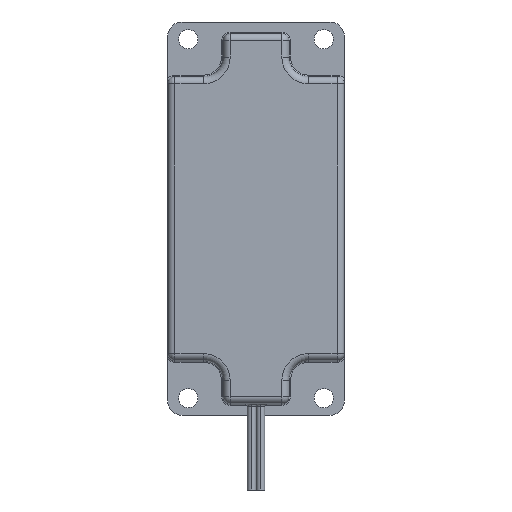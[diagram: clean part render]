
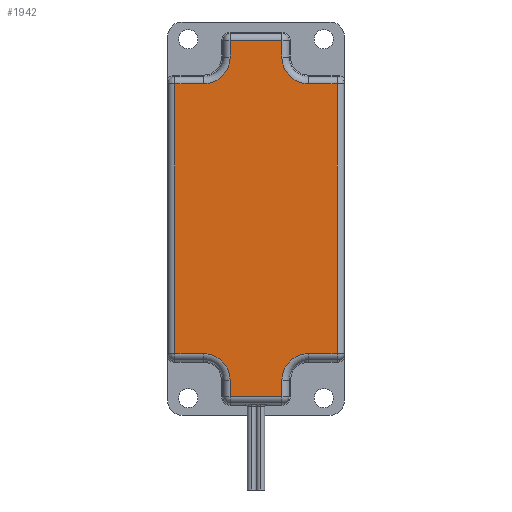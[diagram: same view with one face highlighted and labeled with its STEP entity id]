
A CAD part, left-side view. The second image highlights one B-rep face of the part: STEP entity #1942.
In plain terms, the highlighted planar face has unit normal (-1, 0, 0).
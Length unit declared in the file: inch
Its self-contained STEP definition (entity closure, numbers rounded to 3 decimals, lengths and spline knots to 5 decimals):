
#37 = VECTOR ( 'NONE', #1042, 39.37008 ) ;
#51 = ORIENTED_EDGE ( 'NONE', *, *, #1373, .T. ) ;
#91 = VERTEX_POINT ( 'NONE', #3875 ) ;
#291 = DIRECTION ( 'NONE',  ( 1., 0., 0. ) ) ;
#331 = ORIENTED_EDGE ( 'NONE', *, *, #4404, .T. ) ;
#352 = DIRECTION ( 'NONE',  ( 0., 1., 0. ) ) ;
#416 = DIRECTION ( 'NONE',  ( 0., 1., 0. ) ) ;
#418 = EDGE_CURVE ( 'NONE', #3525, #3181, #3765, .T. ) ;
#499 = LINE ( 'NONE', #4499, #37 ) ;
#510 = DIRECTION ( 'NONE',  ( 0., 0., -1. ) ) ;
#639 = CARTESIAN_POINT ( 'NONE',  ( 0., -0.366, 0.94 ) ) ;
#641 = DIRECTION ( 'NONE',  ( 0., -1., 0. ) ) ;
#643 = FACE_OUTER_BOUND ( 'NONE', #4917, .T. ) ;
#683 = CARTESIAN_POINT ( 'NONE',  ( 0., 0.18, -1.126 ) ) ;
#758 = EDGE_CURVE ( 'NONE', #3578, #1471, #499, .T. ) ;
#759 = EDGE_CURVE ( 'NONE', #5289, #1784, #1950, .T. ) ;
#1003 = VERTEX_POINT ( 'NONE', #4920 ) ;
#1042 = DIRECTION ( 'NONE',  ( 0., 0., -1. ) ) ;
#1055 = VERTEX_POINT ( 'NONE', #4088 ) ;
#1087 = VECTOR ( 'NONE', #510, 39.37008 ) ;
#1099 = LINE ( 'NONE', #1986, #5055 ) ;
#1157 = LINE ( 'NONE', #5498, #2863 ) ;
#1178 = CARTESIAN_POINT ( 'NONE',  ( 0., -0.565, 0.94 ) ) ;
#1200 = ORIENTED_EDGE ( 'NONE', *, *, #5374, .T. ) ;
#1291 = VERTEX_POINT ( 'NONE', #1304 ) ;
#1304 = CARTESIAN_POINT ( 'NONE',  ( 0., 0.366, 0.94 ) ) ;
#1357 = VERTEX_POINT ( 'NONE', #2799 ) ;
#1370 = ORIENTED_EDGE ( 'NONE', *, *, #3487, .T. ) ;
#1373 = EDGE_CURVE ( 'NONE', #1357, #3578, #5542, .T. ) ;
#1384 = DIRECTION ( 'NONE',  ( 1., 0., 0. ) ) ;
#1385 = ORIENTED_EDGE ( 'NONE', *, *, #2290, .T. ) ;
#1452 = LINE ( 'NONE', #1918, #3929 ) ;
#1457 = VERTEX_POINT ( 'NONE', #1991 ) ;
#1471 = VERTEX_POINT ( 'NONE', #3348 ) ;
#1501 = CARTESIAN_POINT ( 'NONE',  ( 0., 0.366, -1.126 ) ) ;
#1613 = CARTESIAN_POINT ( 'NONE',  ( 0., -0.18, 1.24 ) ) ;
#1638 = EDGE_CURVE ( 'NONE', #4903, #3525, #5280, .T. ) ;
#1784 = VERTEX_POINT ( 'NONE', #2701 ) ;
#1812 = DIRECTION ( 'NONE',  ( 0., 0., -1. ) ) ;
#1918 = CARTESIAN_POINT ( 'NONE',  ( 0., 0., -0.94 ) ) ;
#1937 = CARTESIAN_POINT ( 'NONE',  ( 0., -0.18, 0. ) ) ;
#1942 = ADVANCED_FACE ( 'NONE', ( #643 ), #3282, .F. ) ;
#1950 = CIRCLE ( 'NONE', #4237, 0.186 ) ;
#1971 = VERTEX_POINT ( 'NONE', #1613 ) ;
#1986 = CARTESIAN_POINT ( 'NONE',  ( 0., -0.18, 0. ) ) ;
#1991 = CARTESIAN_POINT ( 'NONE',  ( 0., 0.18, 1.24 ) ) ;
#2006 = CARTESIAN_POINT ( 'NONE',  ( 0., -0.18, -1.24 ) ) ;
#2026 = DIRECTION ( 'NONE',  ( 1., 0., 0. ) ) ;
#2027 = DIRECTION ( 'NONE',  ( 1., 0., 0. ) ) ;
#2121 = ORIENTED_EDGE ( 'NONE', *, *, #3459, .T. ) ;
#2145 = CARTESIAN_POINT ( 'NONE',  ( 0., -0.366, -1.126 ) ) ;
#2167 = VERTEX_POINT ( 'NONE', #3096 ) ;
#2222 = EDGE_CURVE ( 'NONE', #2167, #1357, #1452, .T. ) ;
#2290 = EDGE_CURVE ( 'NONE', #91, #1291, #5395, .T. ) ;
#2417 = CARTESIAN_POINT ( 'NONE',  ( 0., 0., 0. ) ) ;
#2465 = ORIENTED_EDGE ( 'NONE', *, *, #4429, .T. ) ;
#2529 = AXIS2_PLACEMENT_3D ( 'NONE', #1501, #1384, #3262 ) ;
#2592 = VECTOR ( 'NONE', #5507, 39.37008 ) ;
#2701 = CARTESIAN_POINT ( 'NONE',  ( 0., -0.18, 1.126 ) ) ;
#2712 = LINE ( 'NONE', #5012, #1087 ) ;
#2790 = CARTESIAN_POINT ( 'NONE',  ( 0., -0.366, 1.126 ) ) ;
#2799 = CARTESIAN_POINT ( 'NONE',  ( 0., 0.366, -0.94 ) ) ;
#2803 = CARTESIAN_POINT ( 'NONE',  ( 0., -0.565, -0.94 ) ) ;
#2820 = EDGE_CURVE ( 'NONE', #4348, #1003, #1099, .T. ) ;
#2834 = ORIENTED_EDGE ( 'NONE', *, *, #759, .T. ) ;
#2863 = VECTOR ( 'NONE', #3669, 39.37008 ) ;
#2906 = ORIENTED_EDGE ( 'NONE', *, *, #4147, .T. ) ;
#2922 = CARTESIAN_POINT ( 'NONE',  ( 0., 0.366, 1.126 ) ) ;
#3004 = ORIENTED_EDGE ( 'NONE', *, *, #4531, .T. ) ;
#3096 = CARTESIAN_POINT ( 'NONE',  ( 0., 0.565, -0.94 ) ) ;
#3181 = VERTEX_POINT ( 'NONE', #1178 ) ;
#3262 = DIRECTION ( 'NONE',  ( 0., 0., -1. ) ) ;
#3282 = PLANE ( 'NONE',  #4850 ) ;
#3348 = CARTESIAN_POINT ( 'NONE',  ( 0., 0.18, -1.24 ) ) ;
#3363 = ORIENTED_EDGE ( 'NONE', *, *, #758, .T. ) ;
#3380 = ORIENTED_EDGE ( 'NONE', *, *, #2222, .T. ) ;
#3409 = DIRECTION ( 'NONE',  ( 0., 0., -1. ) ) ;
#3459 = EDGE_CURVE ( 'NONE', #1784, #1971, #4111, .T. ) ;
#3465 = CARTESIAN_POINT ( 'NONE',  ( 0., -0.366, -0.94 ) ) ;
#3472 = CARTESIAN_POINT ( 'NONE',  ( 0., 0.18, 0. ) ) ;
#3480 = DIRECTION ( 'NONE',  ( 0., -1., 0. ) ) ;
#3483 = ORIENTED_EDGE ( 'NONE', *, *, #2820, .T. ) ;
#3487 = EDGE_CURVE ( 'NONE', #1055, #2167, #2712, .T. ) ;
#3499 = DIRECTION ( 'NONE',  ( 0., 0., -1. ) ) ;
#3525 = VERTEX_POINT ( 'NONE', #2803 ) ;
#3538 = CARTESIAN_POINT ( 'NONE',  ( 0., 0., -0.94 ) ) ;
#3551 = VECTOR ( 'NONE', #4027, 39.37008 ) ;
#3578 = VERTEX_POINT ( 'NONE', #683 ) ;
#3602 = VECTOR ( 'NONE', #3499, 39.37008 ) ;
#3660 = AXIS2_PLACEMENT_3D ( 'NONE', #2922, #2027, #4239 ) ;
#3669 = DIRECTION ( 'NONE',  ( 0., 1., 0. ) ) ;
#3733 = DIRECTION ( 'NONE',  ( 0., 0., 1. ) ) ;
#3765 = LINE ( 'NONE', #5566, #2592 ) ;
#3793 = CIRCLE ( 'NONE', #4613, 0.186 ) ;
#3867 = VECTOR ( 'NONE', #641, 39.37008 ) ;
#3875 = CARTESIAN_POINT ( 'NONE',  ( 0., 0.18, 1.126 ) ) ;
#3895 = ORIENTED_EDGE ( 'NONE', *, *, #418, .T. ) ;
#3929 = VECTOR ( 'NONE', #4841, 39.37008 ) ;
#4027 = DIRECTION ( 'NONE',  ( 0., 0., 1. ) ) ;
#4088 = CARTESIAN_POINT ( 'NONE',  ( 0., 0.565, 0.94 ) ) ;
#4111 = LINE ( 'NONE', #1937, #3551 ) ;
#4147 = EDGE_CURVE ( 'NONE', #1291, #1055, #4797, .T. ) ;
#4237 = AXIS2_PLACEMENT_3D ( 'NONE', #2790, #4533, #1812 ) ;
#4239 = DIRECTION ( 'NONE',  ( 0., 0., -1. ) ) ;
#4245 = CARTESIAN_POINT ( 'NONE',  ( 0., 0.18, 1.24 ) ) ;
#4250 = DIRECTION ( 'NONE',  ( 0., 0., -1. ) ) ;
#4338 = CARTESIAN_POINT ( 'NONE',  ( 0., 0., 0.94 ) ) ;
#4348 = VERTEX_POINT ( 'NONE', #5050 ) ;
#4404 = EDGE_CURVE ( 'NONE', #1471, #4348, #4561, .T. ) ;
#4429 = EDGE_CURVE ( 'NONE', #3181, #5289, #1157, .T. ) ;
#4499 = CARTESIAN_POINT ( 'NONE',  ( 0., 0.18, 0. ) ) ;
#4531 = EDGE_CURVE ( 'NONE', #1457, #91, #5559, .T. ) ;
#4533 = DIRECTION ( 'NONE',  ( 1., 0., 0. ) ) ;
#4543 = VECTOR ( 'NONE', #3480, 39.37008 ) ;
#4561 = LINE ( 'NONE', #2006, #3867 ) ;
#4613 = AXIS2_PLACEMENT_3D ( 'NONE', #2145, #2026, #3409 ) ;
#4791 = VECTOR ( 'NONE', #352, 39.37008 ) ;
#4794 = ORIENTED_EDGE ( 'NONE', *, *, #4894, .T. ) ;
#4797 = LINE ( 'NONE', #4338, #5596 ) ;
#4841 = DIRECTION ( 'NONE',  ( 0., -1., 0. ) ) ;
#4850 = AXIS2_PLACEMENT_3D ( 'NONE', #2417, #291, #4250 ) ;
#4894 = EDGE_CURVE ( 'NONE', #1003, #4903, #3793, .T. ) ;
#4903 = VERTEX_POINT ( 'NONE', #3465 ) ;
#4917 = EDGE_LOOP ( 'NONE', ( #1385, #2906, #1370, #3380, #51, #3363, #331, #3483, #4794, #5470, #3895, #2465, #2834, #2121, #1200, #3004 ) ) ;
#4920 = CARTESIAN_POINT ( 'NONE',  ( 0., -0.18, -1.126 ) ) ;
#5012 = CARTESIAN_POINT ( 'NONE',  ( 0., 0.565, 0. ) ) ;
#5050 = CARTESIAN_POINT ( 'NONE',  ( 0., -0.18, -1.24 ) ) ;
#5055 = VECTOR ( 'NONE', #3733, 39.37008 ) ;
#5280 = LINE ( 'NONE', #3538, #4543 ) ;
#5289 = VERTEX_POINT ( 'NONE', #639 ) ;
#5374 = EDGE_CURVE ( 'NONE', #1971, #1457, #5583, .T. ) ;
#5395 = CIRCLE ( 'NONE', #3660, 0.186 ) ;
#5470 = ORIENTED_EDGE ( 'NONE', *, *, #1638, .T. ) ;
#5498 = CARTESIAN_POINT ( 'NONE',  ( 0., 0., 0.94 ) ) ;
#5507 = DIRECTION ( 'NONE',  ( 0., 0., 1. ) ) ;
#5542 = CIRCLE ( 'NONE', #2529, 0.186 ) ;
#5559 = LINE ( 'NONE', #3472, #3602 ) ;
#5566 = CARTESIAN_POINT ( 'NONE',  ( 0., -0.565, 0. ) ) ;
#5583 = LINE ( 'NONE', #4245, #4791 ) ;
#5596 = VECTOR ( 'NONE', #416, 39.37008 ) ;
